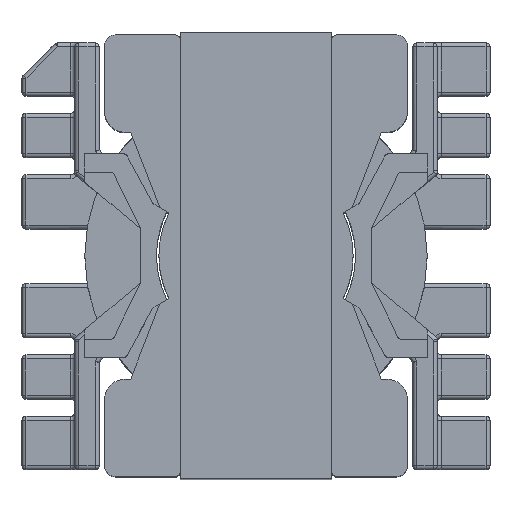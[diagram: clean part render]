
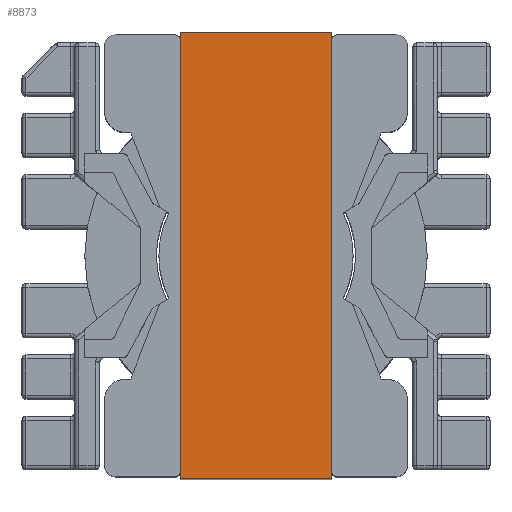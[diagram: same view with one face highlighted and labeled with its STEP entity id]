
A CAD part, top view. The second image highlights one B-rep face of the part: STEP entity #8873.
In plain terms, the highlighted face is planar.
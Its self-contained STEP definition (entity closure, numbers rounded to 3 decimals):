
#1007=ORIENTED_EDGE('',*,*,#3719,.F.);
#1008=ORIENTED_EDGE('',*,*,#3730,.F.);
#1009=ORIENTED_EDGE('',*,*,#3723,.T.);
#1010=ORIENTED_EDGE('',*,*,#3727,.T.);
#3719=EDGE_CURVE('',#5087,#5088,#5909,.T.);
#3723=EDGE_CURVE('',#5091,#5092,#5913,.T.);
#3727=EDGE_CURVE('',#5092,#5088,#5917,.T.);
#3730=EDGE_CURVE('',#5091,#5087,#5920,.T.);
#5087=VERTEX_POINT('',#16811);
#5088=VERTEX_POINT('',#16812);
#5091=VERTEX_POINT('',#16820);
#5092=VERTEX_POINT('',#16821);
#5909=LINE('',#16810,#6699);
#5913=LINE('',#16819,#6703);
#5917=LINE('',#16828,#6707);
#5920=LINE('',#16833,#6710);
#6699=VECTOR('',#13786,1000.);
#6703=VECTOR('',#13792,1000.);
#6707=VECTOR('',#13798,1000.);
#6710=VECTOR('',#13805,1000.);
#7488=EDGE_LOOP('',(#1007,#1008,#1009,#1010));
#8074=FACE_BOUND('',#7488,.T.);
#8658=PLANE('',#12656);
#8873=ADVANCED_FACE('',(#8074),#8658,.T.);
#12656=AXIS2_PLACEMENT_3D('',#16834,#13806,#13807);
#13786=DIRECTION('',(0.,0.,1.));
#13792=DIRECTION('',(0.,0.,1.));
#13798=DIRECTION('',(1.,0.,0.));
#13805=DIRECTION('',(1.,0.,0.));
#13806=DIRECTION('',(0.,1.,0.));
#13807=DIRECTION('',(0.,0.,1.));
#16810=CARTESIAN_POINT('',(4.755,27.94,-14.021));
#16811=CARTESIAN_POINT('',(4.755,27.94,-14.021));
#16812=CARTESIAN_POINT('',(4.755,27.94,14.019));
#16819=CARTESIAN_POINT('',(-4.745,27.94,-14.021));
#16820=CARTESIAN_POINT('',(-4.745,27.94,-14.021));
#16821=CARTESIAN_POINT('',(-4.745,27.94,14.019));
#16828=CARTESIAN_POINT('',(-4.745,27.94,14.019));
#16833=CARTESIAN_POINT('',(-4.745,27.94,-14.021));
#16834=CARTESIAN_POINT('',(-4.745,27.94,-14.021));
